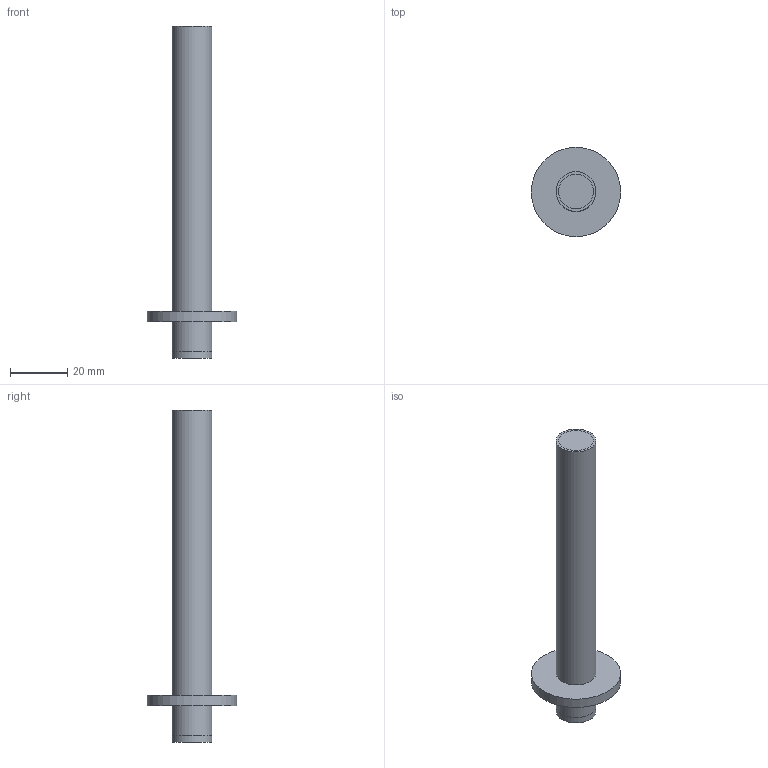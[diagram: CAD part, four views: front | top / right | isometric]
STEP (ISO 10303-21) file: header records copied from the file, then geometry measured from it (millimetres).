
FILE_DESCRIPTION(('Open CASCADE Model'),'2;1');
FILE_NAME('Open CASCADE Shape Model','2023-08-04T15:32:49',('Author'),( 'Open CASCADE'),'Open CASCADE STEP processor 7.7','Open CASCADE 7.7' ,'Unknown');
FILE_SCHEMA(('AUTOMOTIVE_DESIGN { 1 0 10303 214 1 1 1 1 }'));
Length unit declared in the file: millimetre
Products named in the file (7): Turbocompressor Rotor; Rotor; Rotor_part; Plug; Plug_part; Magnet; Magnet_part
Assembly tree (6 placements, depth 3):
  Turbocompressor Rotor
    Rotor
      Rotor_part
    Plug
      Plug_part
    Magnet
      Magnet_part
Bounding box: 31.33 x 31.33 x 116.47 mm (x, y, z)
Volume: 19542.3 mm3; surface area: 9602.2 mm2
Topology: 3 solids, 3 shells, 20 faces, 27 edges, 18 vertices
Faces by surface type: plane 11, cylinder 9
Full cylindrical faces by diameter (mm): 2.413 x1, 10.479 x2, 12.211 x2, 13.93 x3, 31.332 x1
Entity records: 943 total; most frequent: CARTESIAN_POINT 162, DIRECTION 147, ORIENTED_EDGE 54, PCURVE 54, DEFINITIONAL_REPRESENTATION 54, AXIS2_PLACEMENT_3D 45, LINE 45, VECTOR 45
